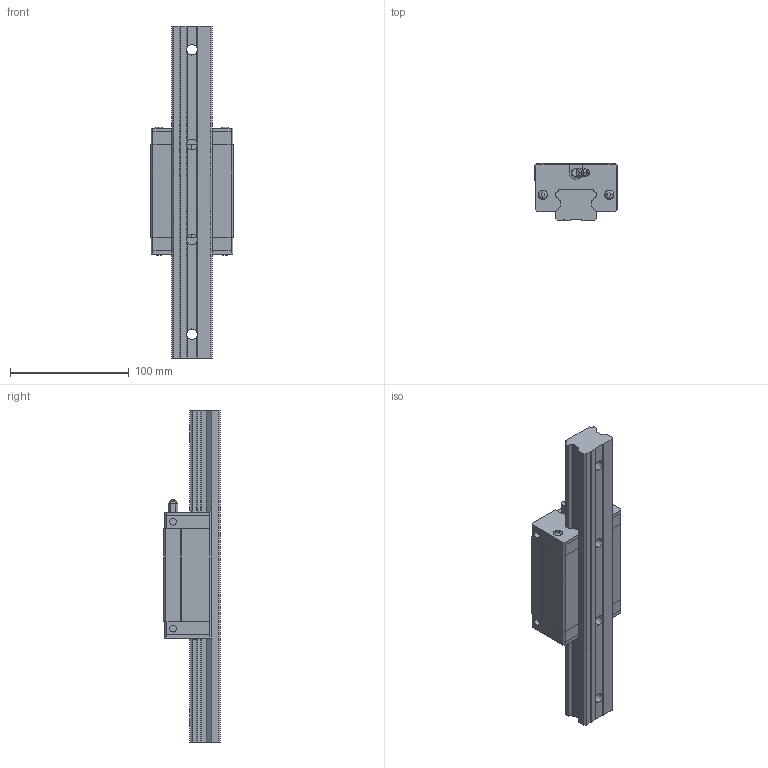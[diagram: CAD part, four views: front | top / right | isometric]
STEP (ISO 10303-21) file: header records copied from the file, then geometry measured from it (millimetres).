
FILE_DESCRIPTION (( 'STEP AP203' ), '1' );
FILE_NAME ('SBI 35 HLS.STEP', '2016-11-25T01:10:10', ( '' ), ( '' ), 'SwSTEP 2.0', 'SolidWorks 2013', '' );
FILE_SCHEMA (( 'CONFIG_CONTROL_DESIGN' ));
Length unit declared in the file: millimetre
Products named in the file (6): DEFAULT_2; DEFAULT_1; DEFAULT_4; SBI 35 HLS; A2N; DEFAULT_3
Assembly tree (7 placements, depth 2):
  SBI 35 HLS
    DEFAULT_1
    DEFAULT_2
    DEFAULT_3  x2
    DEFAULT_4  x2
    A2N
Bounding box: 70 x 48 x 280 mm (x, y, z)
Volume: 447382.5 mm3; surface area: 91564.4 mm2
Topology: 7 solids, 7 shells, 448 faces, 1239 edges, 804 vertices
Faces by surface type: plane 236, cylinder 172, cone 25, torus 8, bspline 7
Full cylindrical faces by diameter (mm): 1 x1
Entity records: 11071 total; most frequent: CARTESIAN_POINT 2143, DIRECTION 1748, ORIENTED_EDGE 1728, EDGE_CURVE 864, AXIS2_PLACEMENT_3D 605, VERTEX_POINT 572, VECTOR 538, LINE 538
